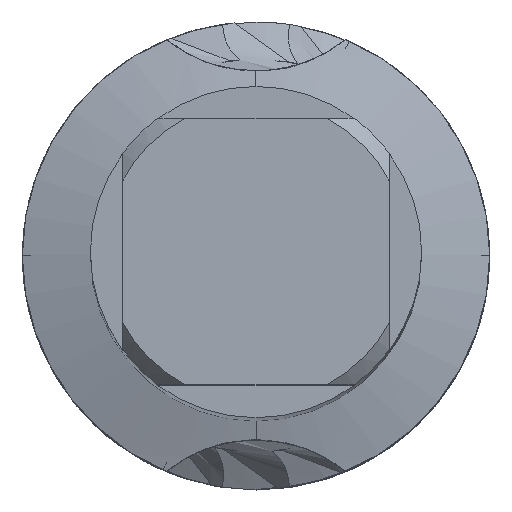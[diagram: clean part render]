
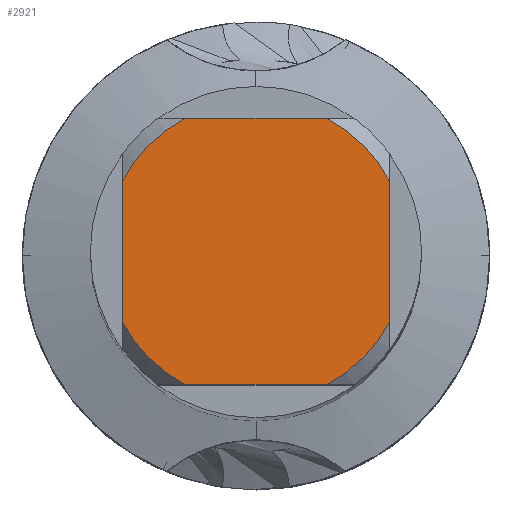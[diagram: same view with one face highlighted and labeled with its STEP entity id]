
A CAD part, top view. The second image highlights one B-rep face of the part: STEP entity #2921.
In plain terms, the highlighted planar face has unit normal (0, 0, 1).
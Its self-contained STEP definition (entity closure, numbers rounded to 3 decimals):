
#1209=EDGE_CURVE('',#1759,#1463,#3580,.T.);
#1257=EDGE_CURVE('',#2181,#2807,#3633,.T.);
#1463=VERTEX_POINT('',#3856);
#1477=EDGE_CURVE('',#2525,#2807,#3871,.T.);
#1673=EDGE_CURVE('',#3521,#1727,#4083,.T.);
#1727=VERTEX_POINT('',#4143);
#1759=VERTEX_POINT('',#4176);
#2181=VERTEX_POINT('',#4629);
#2525=VERTEX_POINT('',#5003);
#2785=EDGE_CURVE('',#2181,#1463,#5282,.T.);
#2807=VERTEX_POINT('',#5307);
#2825=VERTEX_POINT('',#5329);
#2853=EDGE_CURVE('',#3521,#2825,#5359,.T.);
#2921=ADVANCED_FACE('',(#5436),#5437,.T.);
#2955=EDGE_CURVE('',#1759,#2825,#5472,.T.);
#3151=EDGE_CURVE('',#2525,#1727,#5682,.T.);
#3521=VERTEX_POINT('',#6104);
#3580=LINE('',#6159,#6160);
#3633=LINE('',#6310,#6311);
#3856=CARTESIAN_POINT('',(-7.25,-3.831,0.0));
#3871=CIRCLE('',#7393,8.2);
#4083=CIRCLE('',#7881,8.2);
#4143=CARTESIAN_POINT('',(7.25,3.831,0.0));
#4176=CARTESIAN_POINT('',(-7.25,3.831,0.0));
#4629=CARTESIAN_POINT('',(-3.831,-7.25,0.0));
#5003=CARTESIAN_POINT('',(7.25,-3.831,0.0));
#5282=CIRCLE('',#11245,8.2);
#5307=CARTESIAN_POINT('',(3.831,-7.25,0.0));
#5329=CARTESIAN_POINT('',(-3.831,7.25,0.0));
#5359=LINE('',#11364,#11365);
#5436=FACE_OUTER_BOUND('',#11521,.T.);
#5437=PLANE('',#11522);
#5472=CIRCLE('',#11638,8.2);
#5682=LINE('',#12085,#12086);
#6104=CARTESIAN_POINT('',(3.831,7.25,0.0));
#6159=CARTESIAN_POINT('',(-7.25,2.05,0.0));
#6160=VECTOR('',#13989,1.0);
#6310=CARTESIAN_POINT('',(0.0,-7.25,0.0));
#6311=VECTOR('',#14052,1.0);
#7393=AXIS2_PLACEMENT_3D('',#14372,#14373,#14374);
#7881=AXIS2_PLACEMENT_3D('',#14565,#14566,#14567);
#11245=AXIS2_PLACEMENT_3D('',#15824,#15825,#15826);
#11364=CARTESIAN_POINT('',(0.0,7.25,0.0));
#11365=VECTOR('',#15942,1.0);
#11521=EDGE_LOOP('',(#16032,#16033,#16034,#16035,#16036,#16037,#16038,#16039));
#11522=AXIS2_PLACEMENT_3D('',#16040,#16041,#16042);
#11638=AXIS2_PLACEMENT_3D('',#16058,#16059,#16060);
#12085=CARTESIAN_POINT('',(7.25,2.05,0.0));
#12086=VECTOR('',#16267,1.0);
#13989=DIRECTION('',(-0.0,-1.0,0.0));
#14052=DIRECTION('',(1.0,0.0,0.0));
#14372=CARTESIAN_POINT('',(0.0,0.0,0.0));
#14373=DIRECTION('',(0.0,0.0,-1.0));
#14374=DIRECTION('',(0.0,1.0,0.0));
#14565=CARTESIAN_POINT('',(0.0,0.0,0.0));
#14566=DIRECTION('',(0.0,0.0,-1.0));
#14567=DIRECTION('',(0.0,1.0,0.0));
#15824=CARTESIAN_POINT('',(0.0,0.0,0.0));
#15825=DIRECTION('',(0.0,0.0,-1.0));
#15826=DIRECTION('',(0.0,1.0,0.0));
#15942=DIRECTION('',(-1.0,0.0,0.0));
#16032=ORIENTED_EDGE('',*,*,#1209,.T.);
#16033=ORIENTED_EDGE('',*,*,#2785,.F.);
#16034=ORIENTED_EDGE('',*,*,#1257,.T.);
#16035=ORIENTED_EDGE('',*,*,#1477,.F.);
#16036=ORIENTED_EDGE('',*,*,#3151,.T.);
#16037=ORIENTED_EDGE('',*,*,#1673,.F.);
#16038=ORIENTED_EDGE('',*,*,#2853,.T.);
#16039=ORIENTED_EDGE('',*,*,#2955,.F.);
#16040=CARTESIAN_POINT('',(0.0,4.1,0.0));
#16041=DIRECTION('',(-0.0,0.0,1.0));
#16042=DIRECTION('',(0.0,-1.0,0.0));
#16058=CARTESIAN_POINT('',(0.0,0.0,0.0));
#16059=DIRECTION('',(0.0,0.0,-1.0));
#16060=DIRECTION('',(0.0,1.0,0.0));
#16267=DIRECTION('',(-0.0,1.0,0.0));
